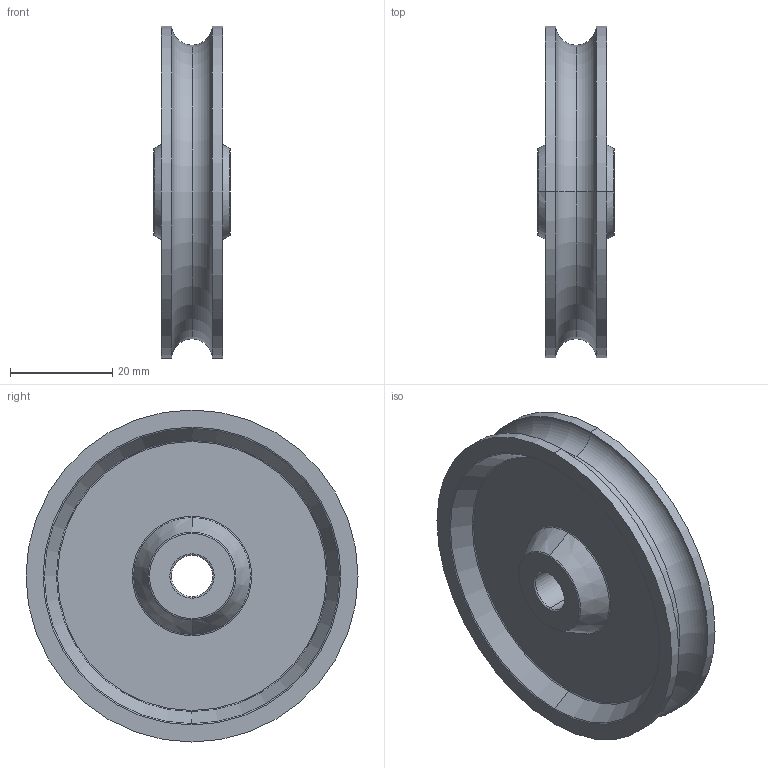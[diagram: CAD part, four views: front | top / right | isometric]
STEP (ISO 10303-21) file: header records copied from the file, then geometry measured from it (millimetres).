
FILE_DESCRIPTION (( 'STEP AP214' ), '1' );
FILE_NAME ('0015937_E065-1_(A-02).step', '2020-02-19T11:53:56', ( '' ), ( '' ), 'SwSTEP 2.0', 'SolidWorks 2018', '' );
FILE_SCHEMA (( 'AUTOMOTIVE_DESIGN' ));
Length unit declared in the file: millimetre
Products named in the file (1): 0015937_E065-1_(A-02)
Bounding box: 14.94 x 65 x 65 mm (x, y, z)
Volume: 18651.6 mm3; surface area: 11158.2 mm2
Topology: 1 solids, 1 shells, 48 faces, 96 edges, 54 vertices
Faces by surface type: torus 24, cone 12, cylinder 6, plane 6
Entity records: 1296 total; most frequent: DIRECTION 272, CARTESIAN_POINT 199, ORIENTED_EDGE 192, AXIS2_PLACEMENT_3D 127, EDGE_CURVE 96, CIRCLE 78, EDGE_LOOP 54, VERTEX_POINT 54
